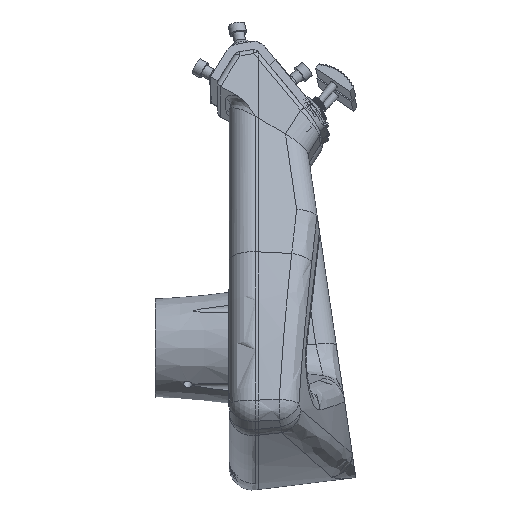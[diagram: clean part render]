
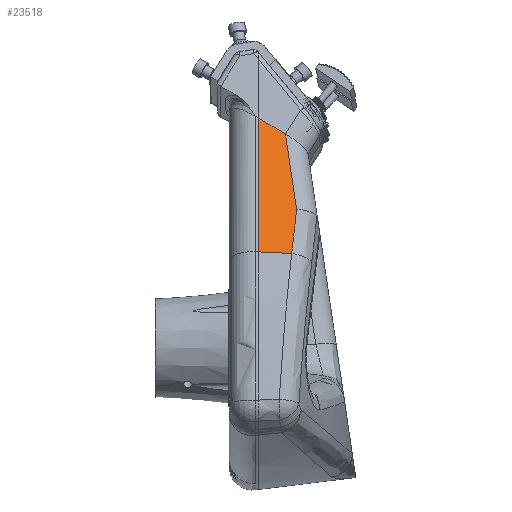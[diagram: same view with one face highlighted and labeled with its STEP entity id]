
A CAD part, left-side view. The second image highlights one B-rep face of the part: STEP entity #23518.
In plain terms, the highlighted planar face has unit normal (-0.913, -0.122, 0.389).
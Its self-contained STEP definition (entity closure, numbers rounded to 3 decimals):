
#1753=LINE('',#33597,#3696);
#1803=LINE('',#33894,#3746);
#1804=LINE('',#33895,#3747);
#1805=LINE('',#33897,#3748);
#3696=VECTOR('',#27197,10.);
#3746=VECTOR('',#27297,27.938);
#3747=VECTOR('',#27298,11.862);
#3748=VECTOR('',#27299,12.392);
#5639=PLANE('',#25173);
#6288=FACE_OUTER_BOUND('',#7673,.T.);
#7673=EDGE_LOOP('',(#16168,#16169,#16170,#16171,#16172));
#9177=ELLIPSE('',#25174,1172.538,455.842);
#10063=VERTEX_POINT('',#33594);
#10064=VERTEX_POINT('',#33596);
#10117=VERTEX_POINT('',#33892);
#10118=VERTEX_POINT('',#33893);
#10119=VERTEX_POINT('',#33896);
#12411=EDGE_CURVE('',#10063,#10064,#1753,.T.);
#12481=EDGE_CURVE('',#10117,#10118,#1803,.T.);
#12482=EDGE_CURVE('',#10064,#10118,#1804,.F.);
#12483=EDGE_CURVE('',#10119,#10063,#1805,.T.);
#12484=EDGE_CURVE('',#10119,#10117,#9177,.T.);
#16168=ORIENTED_EDGE('',*,*,#12481,.T.);
#16169=ORIENTED_EDGE('',*,*,#12482,.F.);
#16170=ORIENTED_EDGE('',*,*,#12411,.F.);
#16171=ORIENTED_EDGE('',*,*,#12483,.F.);
#16172=ORIENTED_EDGE('',*,*,#12484,.T.);
#23518=ADVANCED_FACE('',(#6288),#5639,.T.);
#25173=AXIS2_PLACEMENT_3D('',#33891,#27295,#27296);
#25174=AXIS2_PLACEMENT_3D('',#33898,#27300,#27301);
#27197=DIRECTION('',(0.392,0.,0.92));
#27295=DIRECTION('center_axis',(-0.913,-0.122,0.389));
#27296=DIRECTION('ref_axis',(0.132,-0.991,0.));
#27297=DIRECTION('',(0.373,0.135,0.918));
#27298=DIRECTION('',(0.1,0.858,0.504));
#27299=DIRECTION('',(-0.112,0.993,0.048));
#27300=DIRECTION('center_axis',(-0.913,-0.122,0.389));
#27301=DIRECTION('ref_axis',(0.385,0.051,0.921));
#33594=CARTESIAN_POINT('',(-123.409,-22.129,30.85));
#33596=CARTESIAN_POINT('',(-104.085,-22.129,76.245));
#33597=CARTESIAN_POINT('',(-115.037,-22.129,50.517));
#33891=CARTESIAN_POINT('Origin',(-124.539,-12.129,31.33));
#33892=CARTESIAN_POINT('',(-115.565,-35.062,45.221));
#33893=CARTESIAN_POINT('',(-105.152,-31.281,70.869));
#33894=CARTESIAN_POINT('',(-115.565,-35.062,45.221));
#33895=CARTESIAN_POINT('',(-105.152,-31.281,70.869));
#33896=CARTESIAN_POINT('',(-122.136,-33.404,30.307));
#33897=CARTESIAN_POINT('',(-122.136,-33.404,30.307));
#33898=CARTESIAN_POINT('Origin',(-7.306,407.738,438.339));
